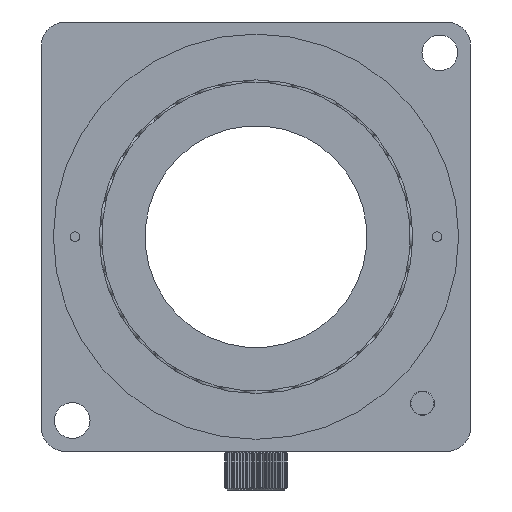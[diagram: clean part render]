
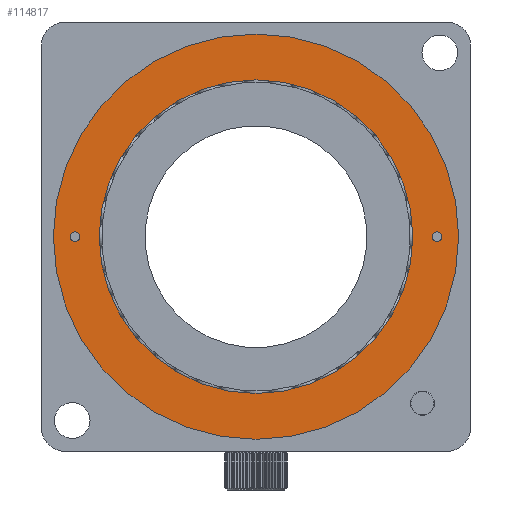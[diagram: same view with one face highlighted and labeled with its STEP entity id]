
A CAD part, front view. The second image highlights one B-rep face of the part: STEP entity #114817.
In plain terms, the highlighted planar face has unit normal (0, -1, 0).
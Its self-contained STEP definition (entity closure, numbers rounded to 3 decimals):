
#7740 = FACE_BOUND ( 'NONE', #92255, .T. ) ;
#9702 = AXIS2_PLACEMENT_3D ( 'NONE', #45612, #80827, #58570 ) ;
#9797 = CARTESIAN_POINT ( 'NONE',  ( -37.5, 0., 0. ) ) ;
#10943 = CARTESIAN_POINT ( 'NONE',  ( 0., 0., -32.5 ) ) ;
#11501 = CIRCLE ( 'NONE', #142741, 1. ) ;
#12312 = CIRCLE ( 'NONE', #82618, 42. ) ;
#12446 = AXIS2_PLACEMENT_3D ( 'NONE', #9797, #44890, #43880 ) ;
#12451 = CARTESIAN_POINT ( 'NONE',  ( 0., 0., 0. ) ) ;
#13287 = DIRECTION ( 'NONE',  ( 0., -1., 0. ) ) ;
#13387 = FACE_BOUND ( 'NONE', #99346, .T. ) ;
#16261 = EDGE_LOOP ( 'NONE', ( #29209, #54956 ) ) ;
#20080 = CARTESIAN_POINT ( 'NONE',  ( -37.5, 0., 1. ) ) ;
#22654 = DIRECTION ( 'NONE',  ( 0., 0., 1. ) ) ;
#23673 = DIRECTION ( 'NONE',  ( 0., 0., -1. ) ) ;
#25075 = AXIS2_PLACEMENT_3D ( 'NONE', #67773, #77639, #150329 ) ;
#27103 = AXIS2_PLACEMENT_3D ( 'NONE', #121306, #98570, #85206 ) ;
#28592 = CIRCLE ( 'NONE', #12446, 1. ) ;
#29209 = ORIENTED_EDGE ( 'NONE', *, *, #57021, .F. ) ;
#34505 = DIRECTION ( 'NONE',  ( 0., 0., -1. ) ) ;
#36795 = VERTEX_POINT ( 'NONE', #40278 ) ;
#38050 = CARTESIAN_POINT ( 'NONE',  ( -37.5, 0., 0. ) ) ;
#39383 = EDGE_CURVE ( 'NONE', #90365, #110916, #79936, .T. ) ;
#39949 = ORIENTED_EDGE ( 'NONE', *, *, #131361, .F. ) ;
#40278 = CARTESIAN_POINT ( 'NONE',  ( 37.5, 0., 1. ) ) ;
#43880 = DIRECTION ( 'NONE',  ( 0., 0., -1. ) ) ;
#44890 = DIRECTION ( 'NONE',  ( 0., -1., 0. ) ) ;
#45612 = CARTESIAN_POINT ( 'NONE',  ( 0., 0., 0. ) ) ;
#48977 = DIRECTION ( 'NONE',  ( 0., -1., 0. ) ) ;
#49327 = AXIS2_PLACEMENT_3D ( 'NONE', #12451, #94091, #96099 ) ;
#54956 = ORIENTED_EDGE ( 'NONE', *, *, #130673, .F. ) ;
#57021 = EDGE_CURVE ( 'NONE', #112209, #102887, #12312, .T. ) ;
#58570 = DIRECTION ( 'NONE',  ( 0., 0., 1. ) ) ;
#59806 = DIRECTION ( 'NONE',  ( 0., 0., -1. ) ) ;
#66036 = VERTEX_POINT ( 'NONE', #125362 ) ;
#67398 = CIRCLE ( 'NONE', #9702, 32.5 ) ;
#67768 = CIRCLE ( 'NONE', #27103, 42. ) ;
#67773 = CARTESIAN_POINT ( 'NONE',  ( -32.5, 0., 0. ) ) ;
#70203 = DIRECTION ( 'NONE',  ( 0., 1., 0. ) ) ;
#72530 = FACE_OUTER_BOUND ( 'NONE', #16261, .T. ) ;
#75865 = CIRCLE ( 'NONE', #139545, 1. ) ;
#77639 = DIRECTION ( 'NONE',  ( 0., -1., 0. ) ) ;
#78182 = ORIENTED_EDGE ( 'NONE', *, *, #98151, .T. ) ;
#79936 = CIRCLE ( 'NONE', #49327, 32.5 ) ;
#80827 = DIRECTION ( 'NONE',  ( 0., 1., 0. ) ) ;
#81086 = DIRECTION ( 'NONE',  ( 0., -1., 0. ) ) ;
#82208 = VERTEX_POINT ( 'NONE', #20080 ) ;
#82607 = CARTESIAN_POINT ( 'NONE',  ( 37.5, 0., 0. ) ) ;
#82618 = AXIS2_PLACEMENT_3D ( 'NONE', #116682, #70203, #22654 ) ;
#85206 = DIRECTION ( 'NONE',  ( 0., 0., 1. ) ) ;
#88515 = ORIENTED_EDGE ( 'NONE', *, *, #96712, .F. ) ;
#88772 = CIRCLE ( 'NONE', #103607, 1. ) ;
#90365 = VERTEX_POINT ( 'NONE', #10943 ) ;
#92255 = EDGE_LOOP ( 'NONE', ( #93446, #88515 ) ) ;
#92323 = EDGE_CURVE ( 'NONE', #146051, #36795, #11501, .T. ) ;
#92834 = FACE_BOUND ( 'NONE', #141558, .T. ) ;
#93446 = ORIENTED_EDGE ( 'NONE', *, *, #92323, .F. ) ;
#94091 = DIRECTION ( 'NONE',  ( 0., 1., 0. ) ) ;
#95005 = CARTESIAN_POINT ( 'NONE',  ( 37.5, 0., 0. ) ) ;
#95486 = CARTESIAN_POINT ( 'NONE',  ( 0., 0., 32.5 ) ) ;
#96099 = DIRECTION ( 'NONE',  ( 0., 0., 1. ) ) ;
#96712 = EDGE_CURVE ( 'NONE', #36795, #146051, #88772, .T. ) ;
#98151 = EDGE_CURVE ( 'NONE', #110916, #90365, #67398, .T. ) ;
#98570 = DIRECTION ( 'NONE',  ( 0., 1., 0. ) ) ;
#99346 = EDGE_LOOP ( 'NONE', ( #39949, #120015 ) ) ;
#102887 = VERTEX_POINT ( 'NONE', #146675 ) ;
#103607 = AXIS2_PLACEMENT_3D ( 'NONE', #95005, #48977, #23673 ) ;
#108577 = ORIENTED_EDGE ( 'NONE', *, *, #39383, .T. ) ;
#110916 = VERTEX_POINT ( 'NONE', #95486 ) ;
#112209 = VERTEX_POINT ( 'NONE', #142066 ) ;
#114817 = ADVANCED_FACE ( 'NONE', ( #13387, #7740, #92834, #72530 ), #138473, .T. ) ;
#116682 = CARTESIAN_POINT ( 'NONE',  ( 0., 0., 0. ) ) ;
#120015 = ORIENTED_EDGE ( 'NONE', *, *, #136120, .F. ) ;
#121306 = CARTESIAN_POINT ( 'NONE',  ( 0., 0., 0. ) ) ;
#125362 = CARTESIAN_POINT ( 'NONE',  ( -37.5, 0., -1. ) ) ;
#130673 = EDGE_CURVE ( 'NONE', #102887, #112209, #67768, .T. ) ;
#131361 = EDGE_CURVE ( 'NONE', #66036, #82208, #28592, .T. ) ;
#136120 = EDGE_CURVE ( 'NONE', #82208, #66036, #75865, .T. ) ;
#138473 = PLANE ( 'NONE',  #25075 ) ;
#139545 = AXIS2_PLACEMENT_3D ( 'NONE', #38050, #13287, #59806 ) ;
#141558 = EDGE_LOOP ( 'NONE', ( #78182, #108577 ) ) ;
#142066 = CARTESIAN_POINT ( 'NONE',  ( 0., 0., 42. ) ) ;
#142741 = AXIS2_PLACEMENT_3D ( 'NONE', #82607, #81086, #34505 ) ;
#146051 = VERTEX_POINT ( 'NONE', #147733 ) ;
#146675 = CARTESIAN_POINT ( 'NONE',  ( 0., 0., -42. ) ) ;
#147733 = CARTESIAN_POINT ( 'NONE',  ( 37.5, 0., -1. ) ) ;
#150329 = DIRECTION ( 'NONE',  ( 0., 0., -1. ) ) ;
